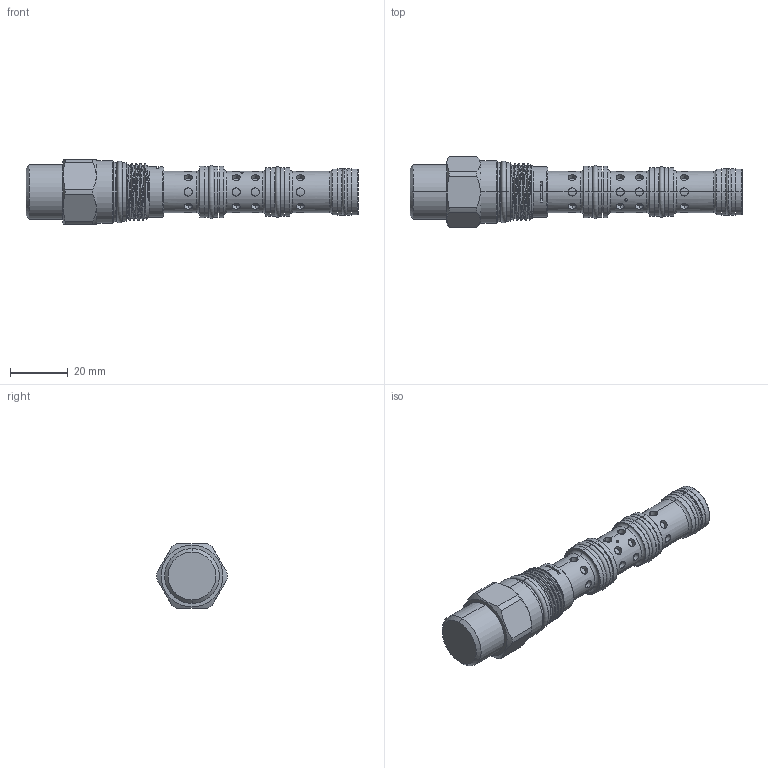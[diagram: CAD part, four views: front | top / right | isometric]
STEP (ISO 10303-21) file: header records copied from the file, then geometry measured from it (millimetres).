
FILE_DESCRIPTION (( 'STEP AP203' ), '1' );
FILE_NAME ('DQ31A40-N.STEP', '2020-04-15T01:02:40', ( '' ), ( '' ), 'SwSTEP 2.0', 'SolidWorks 2018', '' );
FILE_SCHEMA (( 'CONFIG_CONTROL_DESIGN' ));
Length unit declared in the file: millimetre
Products named in the file (1): DQ31A40-N
Bounding box: 115.05 x 24.59 x 22.22 mm (x, y, z)
Volume: 26361.2 mm3; surface area: 10979.2 mm2
Topology: 4 solids, 4 shells, 283 faces, 626 edges, 401 vertices
Faces by surface type: cylinder 195, plane 40, torus 24, cone 21, bspline 3
Entity records: 12401 total; most frequent: CARTESIAN_POINT 6283, ORIENTED_EDGE 1252, DIRECTION 1204, EDGE_CURVE 626, AXIS2_PLACEMENT_3D 504, VERTEX_POINT 401, EDGE_LOOP 339, FACE_OUTER_BOUND 283
